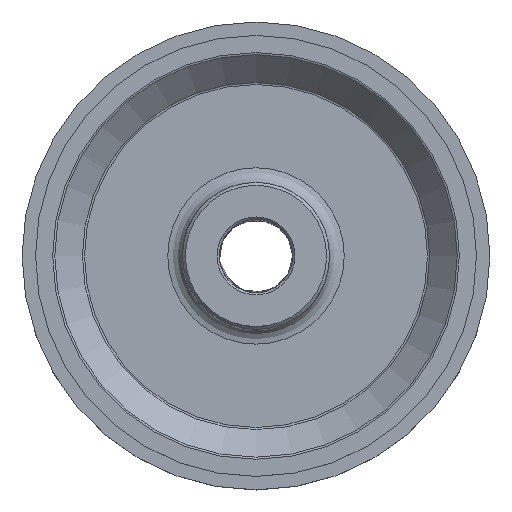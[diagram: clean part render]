
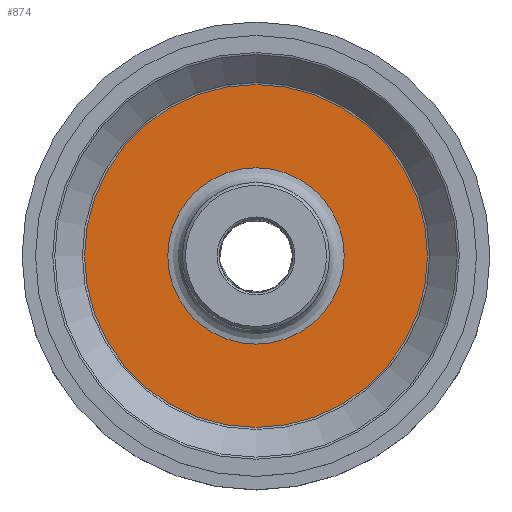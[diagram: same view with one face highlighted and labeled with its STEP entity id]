
A CAD part, top view. The second image highlights one B-rep face of the part: STEP entity #874.
In plain terms, the highlighted planar face has unit normal (0, 0, 1).
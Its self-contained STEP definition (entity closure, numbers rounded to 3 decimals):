
#812=CARTESIAN_POINT('',(23.334,0.,8.));
#813=VERTEX_POINT('',#812);
#814=CARTESIAN_POINT('',(0.0,0.0,8.));
#815=DIRECTION('',(0.0,0.0,-1.0));
#816=DIRECTION('',(-1.0,0.0,0.0));
#817=AXIS2_PLACEMENT_3D('',#814,#815,#816);
#818=CIRCLE('',#817,23.334);
#819=EDGE_CURVE('',#813,#813,#818,.T.);
#855=CARTESIAN_POINT('',(0.0,0.0,8.));
#856=DIRECTION('',(0.0,0.0,-1.0));
#857=DIRECTION('',(-1.0,0.0,0.0));
#858=AXIS2_PLACEMENT_3D('',#855,#856,#857);
#859=PLANE('',#858);
#860=ORIENTED_EDGE('',*,*,#819,.F.);
#861=EDGE_LOOP('',(#860));
#862=FACE_OUTER_BOUND('',#861,.T.);
#863=CARTESIAN_POINT('',(12.0,0.,8.));
#864=VERTEX_POINT('',#863);
#865=CARTESIAN_POINT('',(0.0,0.0,8.));
#866=DIRECTION('',(0.0,0.0,1.0));
#867=DIRECTION('',(-1.0,0.0,0.0));
#868=AXIS2_PLACEMENT_3D('',#865,#866,#867);
#869=CIRCLE('',#868,12.0);
#870=EDGE_CURVE('',#864,#864,#869,.T.);
#871=ORIENTED_EDGE('',*,*,#870,.F.);
#872=EDGE_LOOP('',(#871));
#873=FACE_BOUND('',#872,.T.);
#874=ADVANCED_FACE('',(#862,#873),#859,.F.);
